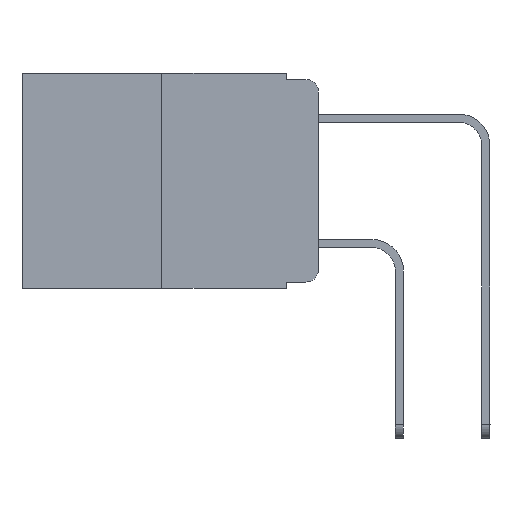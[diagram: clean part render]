
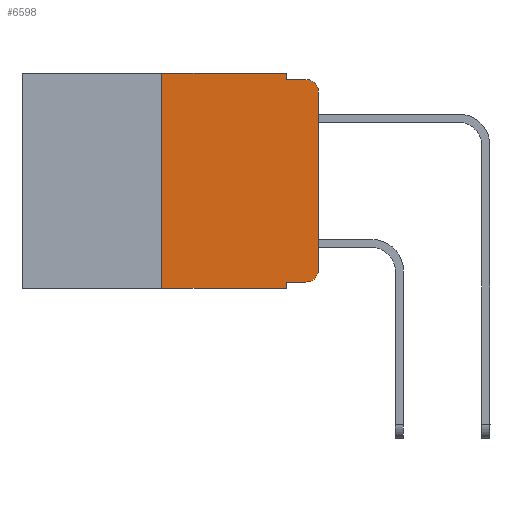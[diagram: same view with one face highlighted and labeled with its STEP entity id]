
A CAD part, left-side view. The second image highlights one B-rep face of the part: STEP entity #6598.
In plain terms, the highlighted planar face has unit normal (-1, 0, 0).
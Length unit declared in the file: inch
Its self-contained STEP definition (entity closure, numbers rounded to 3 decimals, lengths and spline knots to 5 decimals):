
#44 = VECTOR ( 'NONE', #6402, 39.37008 ) ;
#277 = VECTOR ( 'NONE', #3192, 39.37008 ) ;
#313 = CARTESIAN_POINT ( 'NONE',  ( 0., 0.473, 0. ) ) ;
#345 = EDGE_LOOP ( 'NONE', ( #14398, #5760, #13647, #13359, #10364, #8503, #7409, #9751, #4183, #15086 ) ) ;
#487 = CARTESIAN_POINT ( 'NONE',  ( 0., 0.02, -0.333 ) ) ;
#666 = VERTEX_POINT ( 'NONE', #1010 ) ;
#1010 = CARTESIAN_POINT ( 'NONE',  ( 0., 0., -0.03 ) ) ;
#1260 = PLANE ( 'NONE',  #14212 ) ;
#1407 = VECTOR ( 'NONE', #13277, 39.37008 ) ;
#1591 = VERTEX_POINT ( 'NONE', #13489 ) ;
#1637 = EDGE_CURVE ( 'NONE', #666, #7703, #5246, .T. ) ;
#1761 = EDGE_CURVE ( 'NONE', #7178, #4808, #2743, .T. ) ;
#1844 = LINE ( 'NONE', #14871, #44 ) ;
#1877 = DIRECTION ( 'NONE',  ( 0., 0., -1. ) ) ;
#2658 = LINE ( 'NONE', #8770, #10642 ) ;
#2681 = CARTESIAN_POINT ( 'NONE',  ( 0., 0.051, -0.01 ) ) ;
#2743 = CIRCLE ( 'NONE', #15267, 0.02 ) ;
#2788 = VERTEX_POINT ( 'NONE', #3470 ) ;
#2852 = CARTESIAN_POINT ( 'NONE',  ( 0., 0.25, 0. ) ) ;
#2868 = EDGE_CURVE ( 'NONE', #1591, #4852, #1844, .T. ) ;
#3028 = CARTESIAN_POINT ( 'NONE',  ( 0., 0.051, -0.01 ) ) ;
#3192 = DIRECTION ( 'NONE',  ( 0., -1., 0. ) ) ;
#3470 = CARTESIAN_POINT ( 'NONE',  ( 0., 0.051, -0.333 ) ) ;
#3590 = DIRECTION ( 'NONE',  ( 1., 0., 0. ) ) ;
#3608 = LINE ( 'NONE', #11166, #1407 ) ;
#3730 = VECTOR ( 'NONE', #10889, 39.37008 ) ;
#4048 = EDGE_CURVE ( 'NONE', #4808, #666, #11199, .T. ) ;
#4183 = ORIENTED_EDGE ( 'NONE', *, *, #9365, .T. ) ;
#4346 = VECTOR ( 'NONE', #7059, 39.37008 ) ;
#4379 = LINE ( 'NONE', #6754, #4346 ) ;
#4808 = VERTEX_POINT ( 'NONE', #7076 ) ;
#4852 = VERTEX_POINT ( 'NONE', #2681 ) ;
#4904 = VERTEX_POINT ( 'NONE', #9669 ) ;
#5089 = FACE_OUTER_BOUND ( 'NONE', #345, .T. ) ;
#5095 = CARTESIAN_POINT ( 'NONE',  ( 0., 0.02, -0.03 ) ) ;
#5097 = DIRECTION ( 'NONE',  ( 0., -1., 0. ) ) ;
#5115 = EDGE_CURVE ( 'NONE', #12878, #4904, #4379, .T. ) ;
#5139 = CARTESIAN_POINT ( 'NONE',  ( 0., 0., 0. ) ) ;
#5246 = CIRCLE ( 'NONE', #7992, 0.02 ) ;
#5385 = CARTESIAN_POINT ( 'NONE',  ( 0., 0.25, -0.343 ) ) ;
#5492 = CARTESIAN_POINT ( 'NONE',  ( 0., 0.02, -0.01 ) ) ;
#5760 = ORIENTED_EDGE ( 'NONE', *, *, #1637, .T. ) ;
#6122 = EDGE_CURVE ( 'NONE', #12878, #14600, #3608, .T. ) ;
#6271 = CARTESIAN_POINT ( 'NONE',  ( 0., 0.051, 0. ) ) ;
#6341 = DIRECTION ( 'NONE',  ( 0., -1., 0. ) ) ;
#6402 = DIRECTION ( 'NONE',  ( 0., 0., -1. ) ) ;
#6521 = LINE ( 'NONE', #313, #14981 ) ;
#6598 = ADVANCED_FACE ( 'NONE', ( #5089 ), #1260, .F. ) ;
#6754 = CARTESIAN_POINT ( 'NONE',  ( 0., 0.473, -0.343 ) ) ;
#7059 = DIRECTION ( 'NONE',  ( 0., -1., 0. ) ) ;
#7076 = CARTESIAN_POINT ( 'NONE',  ( 0., 0., -0.313 ) ) ;
#7178 = VERTEX_POINT ( 'NONE', #487 ) ;
#7409 = ORIENTED_EDGE ( 'NONE', *, *, #5115, .T. ) ;
#7703 = VERTEX_POINT ( 'NONE', #5492 ) ;
#7992 = AXIS2_PLACEMENT_3D ( 'NONE', #5095, #8709, #13339 ) ;
#7997 = EDGE_CURVE ( 'NONE', #2788, #4904, #14576, .T. ) ;
#8467 = CARTESIAN_POINT ( 'NONE',  ( 0., 0.473, 0. ) ) ;
#8503 = ORIENTED_EDGE ( 'NONE', *, *, #6122, .F. ) ;
#8709 = DIRECTION ( 'NONE',  ( -1., 0., 0. ) ) ;
#8770 = CARTESIAN_POINT ( 'NONE',  ( 0., 0.051, -0.333 ) ) ;
#8913 = EDGE_CURVE ( 'NONE', #14600, #1591, #6521, .T. ) ;
#9014 = CARTESIAN_POINT ( 'NONE',  ( 0., 0.02, -0.313 ) ) ;
#9365 = EDGE_CURVE ( 'NONE', #2788, #7178, #2658, .T. ) ;
#9571 = EDGE_CURVE ( 'NONE', #4852, #7703, #13936, .T. ) ;
#9669 = CARTESIAN_POINT ( 'NONE',  ( 0., 0.051, -0.343 ) ) ;
#9751 = ORIENTED_EDGE ( 'NONE', *, *, #7997, .F. ) ;
#9883 = DIRECTION ( 'NONE',  ( 0., 0., -1. ) ) ;
#10115 = DIRECTION ( 'NONE',  ( 0., 0., -1. ) ) ;
#10364 = ORIENTED_EDGE ( 'NONE', *, *, #8913, .F. ) ;
#10642 = VECTOR ( 'NONE', #6341, 39.37008 ) ;
#10889 = DIRECTION ( 'NONE',  ( 0., 0., 1. ) ) ;
#11166 = CARTESIAN_POINT ( 'NONE',  ( 0., 0.25, 0. ) ) ;
#11199 = LINE ( 'NONE', #5139, #3730 ) ;
#12630 = DIRECTION ( 'NONE',  ( -1., 0., 0. ) ) ;
#12878 = VERTEX_POINT ( 'NONE', #5385 ) ;
#13277 = DIRECTION ( 'NONE',  ( 0., 0., 1. ) ) ;
#13339 = DIRECTION ( 'NONE',  ( 0., 0., -1. ) ) ;
#13359 = ORIENTED_EDGE ( 'NONE', *, *, #2868, .F. ) ;
#13489 = CARTESIAN_POINT ( 'NONE',  ( 0., 0.051, 0. ) ) ;
#13647 = ORIENTED_EDGE ( 'NONE', *, *, #9571, .F. ) ;
#13936 = LINE ( 'NONE', #3028, #277 ) ;
#13954 = VECTOR ( 'NONE', #10115, 39.37008 ) ;
#14212 = AXIS2_PLACEMENT_3D ( 'NONE', #8467, #3590, #9883 ) ;
#14398 = ORIENTED_EDGE ( 'NONE', *, *, #4048, .T. ) ;
#14576 = LINE ( 'NONE', #6271, #13954 ) ;
#14600 = VERTEX_POINT ( 'NONE', #2852 ) ;
#14871 = CARTESIAN_POINT ( 'NONE',  ( 0., 0.051, 0. ) ) ;
#14981 = VECTOR ( 'NONE', #5097, 39.37008 ) ;
#15086 = ORIENTED_EDGE ( 'NONE', *, *, #1761, .T. ) ;
#15267 = AXIS2_PLACEMENT_3D ( 'NONE', #9014, #12630, #1877 ) ;
